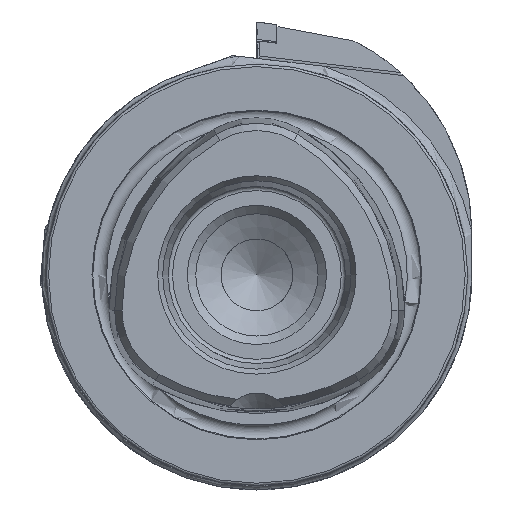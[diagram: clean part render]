
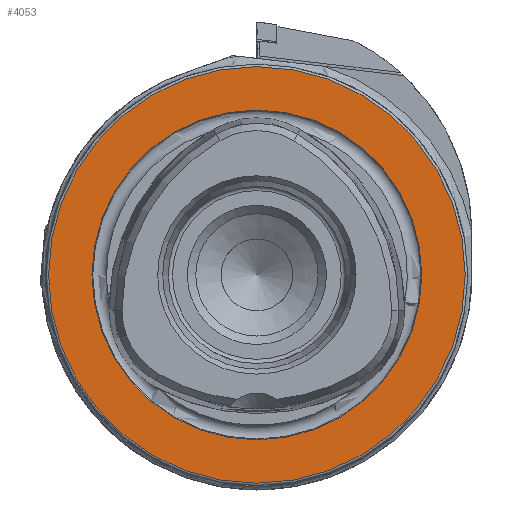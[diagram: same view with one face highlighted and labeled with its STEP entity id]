
A CAD part, left-side view. The second image highlights one B-rep face of the part: STEP entity #4053.
In plain terms, the highlighted planar face has unit normal (-1, 0, 0).
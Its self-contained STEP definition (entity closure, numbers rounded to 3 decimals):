
#176 = FACE_BOUND ( 'NONE', #7148, .T. ) ;
#529 = DIRECTION ( 'NONE',  ( 1., 0., 0. ) ) ;
#667 = DIRECTION ( 'NONE',  ( -1., 0., 0. ) ) ;
#805 = DIRECTION ( 'NONE',  ( -1., 0., 0. ) ) ;
#934 = ORIENTED_EDGE ( 'NONE', *, *, #4264, .F. ) ;
#1551 = CIRCLE ( 'NONE', #5417, 19.55 ) ;
#2559 = ORIENTED_EDGE ( 'NONE', *, *, #7358, .T. ) ;
#3873 = CARTESIAN_POINT ( 'NONE',  ( 0., 0., 0. ) ) ;
#4014 = AXIS2_PLACEMENT_3D ( 'NONE', #8061, #667, #7346 ) ;
#4053 = ADVANCED_FACE ( 'NONE', ( #176, #9237 ), #4946, .F. ) ;
#4170 = AXIS2_PLACEMENT_3D ( 'NONE', #7114, #529, #5777 ) ;
#4264 = EDGE_CURVE ( 'NONE', #8098, #8098, #1551, .T. ) ;
#4946 = PLANE ( 'NONE',  #4170 ) ;
#5374 = CARTESIAN_POINT ( 'NONE',  ( 0., 0., 24.7 ) ) ;
#5417 = AXIS2_PLACEMENT_3D ( 'NONE', #3873, #805, #8241 ) ;
#5777 = DIRECTION ( 'NONE',  ( 0., 0., -1. ) ) ;
#6800 = CIRCLE ( 'NONE', #4014, 24.7 ) ;
#7114 = CARTESIAN_POINT ( 'NONE',  ( 0., 0., -19.55 ) ) ;
#7148 = EDGE_LOOP ( 'NONE', ( #934 ) ) ;
#7346 = DIRECTION ( 'NONE',  ( 0., 0., 1. ) ) ;
#7358 = EDGE_CURVE ( 'NONE', #9016, #9016, #6800, .T. ) ;
#8061 = CARTESIAN_POINT ( 'NONE',  ( 0., 0., 0. ) ) ;
#8098 = VERTEX_POINT ( 'NONE', #8202 ) ;
#8202 = CARTESIAN_POINT ( 'NONE',  ( 0., 0., 19.55 ) ) ;
#8241 = DIRECTION ( 'NONE',  ( 0., 0., 1. ) ) ;
#8617 = EDGE_LOOP ( 'NONE', ( #2559 ) ) ;
#9016 = VERTEX_POINT ( 'NONE', #5374 ) ;
#9237 = FACE_OUTER_BOUND ( 'NONE', #8617, .T. ) ;
